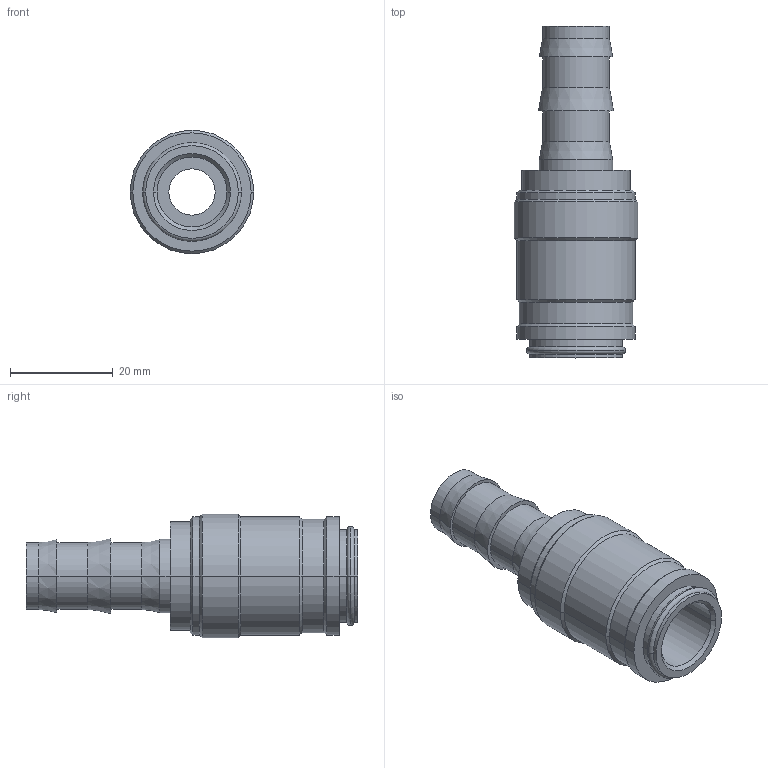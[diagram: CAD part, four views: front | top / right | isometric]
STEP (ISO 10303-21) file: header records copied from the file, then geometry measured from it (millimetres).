
FILE_DESCRIPTION(('STEP AP214'),'1');
FILE_NAME('esd_13_t.stp','2020-04-22T06:13:01',('TraceParts'),('TraceParts S.A.'),'Spatial InterOp 3D',' ',' ');
FILE_SCHEMA(('automotive_design'));
Length unit declared in the file: millimetre
Products named in the file (1): 1
Bounding box: 24 x 64.5 x 24 mm (x, y, z)
Volume: 12974.8 mm3; surface area: 6604.4 mm2
Topology: 1 solids, 1 shells, 59 faces, 118 edges, 68 vertices
Faces by surface type: cylinder 28, cone 18, plane 9, torus 4
Entity records: 2020 total; most frequent: DIRECTION 310, CARTESIAN_POINT 246, ORIENTED_EDGE 236, AXIS2_PLACEMENT_3D 132, EDGE_CURVE 118, CIRCLE 72, EDGE_LOOP 68, VERTEX_POINT 68
